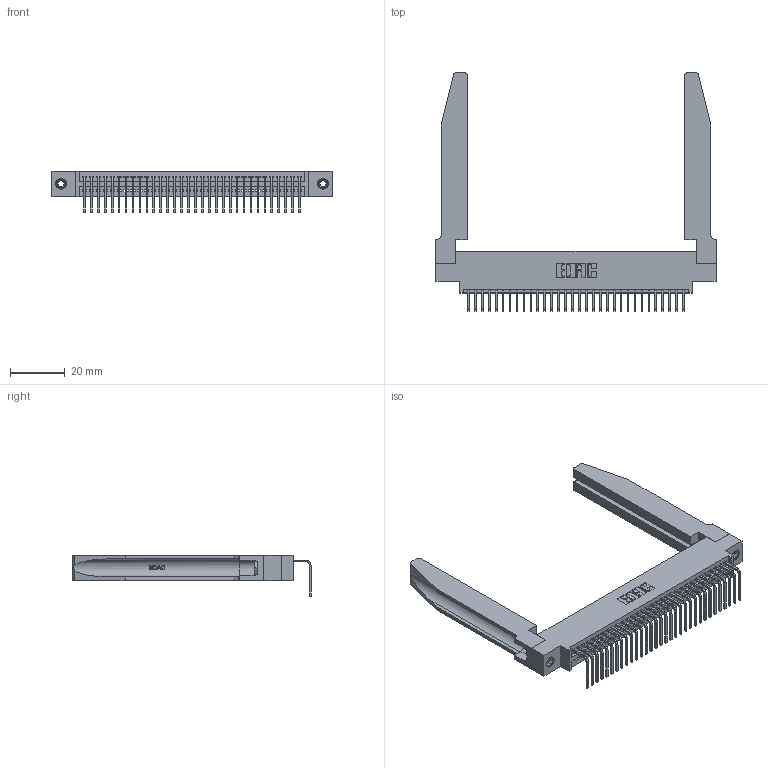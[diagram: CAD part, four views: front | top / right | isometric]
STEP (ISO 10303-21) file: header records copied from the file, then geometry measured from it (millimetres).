
FILE_DESCRIPTION (( 'STEP AP203' ), '1' );
FILE_NAME ('395-032-558-678.STEP', '2019-10-11T06:37:59', ( '' ), ( '' ), 'SwSTEP 2.0', 'SolidWorks 2016', '' );
FILE_SCHEMA (( 'CONFIG_CONTROL_DESIGN' ));
Length unit declared in the file: inch
Products named in the file (5): 345 Part_0.170 Offset - 0.156 Dia-TH; 345-292-001_558 Tail - 2; 345-250-001_345-250-001-102; 345-220-078_345-220-078; 395-032-558-678
Assembly tree (37 placements, depth 2):
  395-032-558-678
    345 Part_0.170 Offset - 0.156 Dia-TH
    345-292-001_558 Tail - 2  x32
    345-250-001_345-250-001-102  x2
    345-220-078_345-220-078  x2
Bounding box: 102.51 x 87.11 x 15.37 mm (x, y, z)
Volume: 17418.7 mm3; surface area: 20284.4 mm2
Topology: 37 solids, 37 shells, 2284 faces, 6785 edges, 4470 vertices
Faces by surface type: plane 1570, cylinder 662, bspline 36, cone 12, torus 4
Entity records: 30386 total; most frequent: CARTESIAN_POINT 6163, ORIENTED_EDGE 5026, DIRECTION 4403, EDGE_CURVE 2513, LINE 2159, VECTOR 2159, VERTEX_POINT 1668, AXIS2_PLACEMENT_3D 1122
